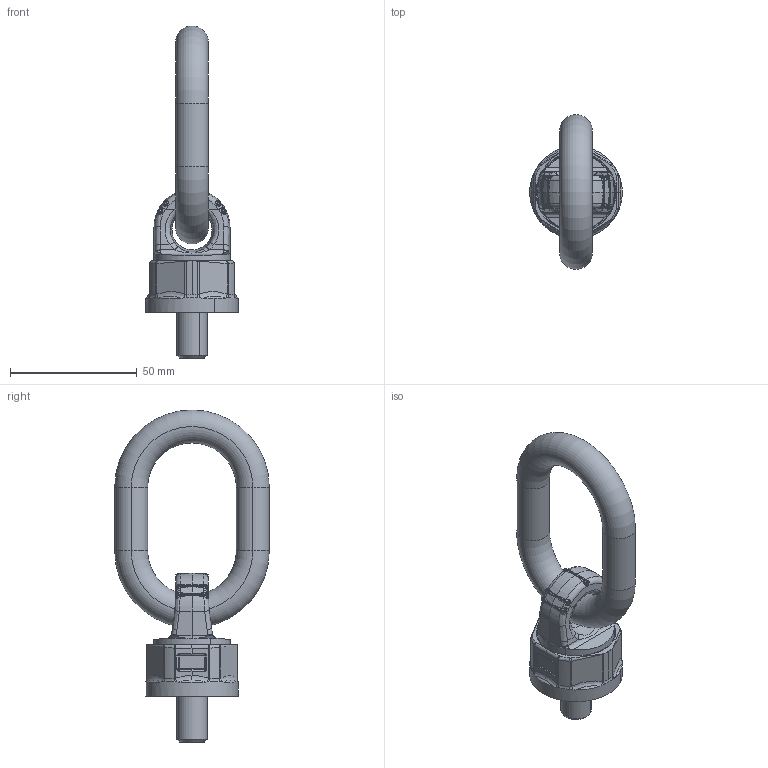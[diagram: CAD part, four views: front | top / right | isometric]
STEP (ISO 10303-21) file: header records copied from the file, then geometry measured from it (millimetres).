
FILE_DESCRIPTION(('CATIA V5 STEP Exchange'),'2;1');
FILE_NAME('8-251-007-02.stp','2017-09-27T05:43:44+00:00',('none'),('none'),'CATIA Version 5 Release 21 GA (IN-10)','CATIA V5 STEP AP203','none');
FILE_SCHEMA(('CONFIG_CONTROL_DESIGN'));
Length unit declared in the file: millimetre
Products named in the file (1): 產品1
Assembly tree (2 placements, depth 2):
  產品1
    #58
    #5350
Bounding box: 36.5 x 61 x 131 mm (x, y, z)
Volume: 60762 mm3; surface area: 17660.3 mm2
Topology: 3 solids, 3 shells, 434 faces, 1049 edges, 594 vertices
Faces by surface type: bspline 176, cylinder 92, torus 44, plane 40, sphere 40, cone 38, revolution 4
Entity records: 23907 total; most frequent: CARTESIAN_POINT 15970, ORIENTED_EDGE 2042, EDGE_CURVE 1021, DIRECTION 842, B_SPLINE_CURVE_WITH_KNOTS 603, VERTEX_POINT 594, AXIS2_PLACEMENT_3D 498, EDGE_LOOP 439
